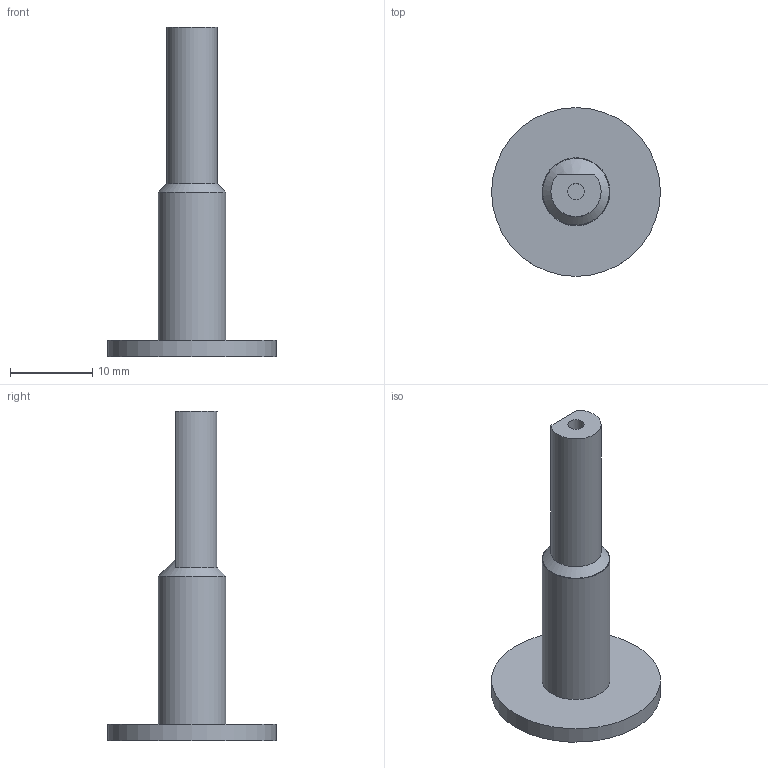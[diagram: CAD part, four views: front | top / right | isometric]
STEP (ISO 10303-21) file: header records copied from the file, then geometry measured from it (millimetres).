
FILE_DESCRIPTION(/* description */ ('STEP AP242','CAx-IF Rec.Pracs.---Representation and Presentation of Product Manufacturing Information (PMI)---4.0---2014-10-13','CAx-IF Rec.Pracs.---3D Tessellated Geometry---0.4---2014-09-14','2;1'),/* implementation_level */ '2;1');
FILE_NAME(/* name */ '66db2c1d20e3c37959b13a4d',/* time_stamp */ '2024-09-06T16:21:50Z',/* author */ (''),/* organization */ (''),/* preprocessor_version */ 'ST-DEVELOPER v20',/* originating_system */ ' ',/* authorisation */ ' ');
FILE_SCHEMA (('AP242_MANAGED_MODEL_BASED_3D_ENGINEERING_MIM_LF { 1 0 10303 442 1 1 4 }'));
Length unit declared in the file: metre
Products named in the file (1): Part 1
Bounding box: 20.5 x 20.5 x 40 mm (x, y, z)
Volume: 1891.2 mm3; surface area: 2143.2 mm2
Topology: 1 solids, 1 shells, 20 faces, 33 edges, 22 vertices
Faces by surface type: plane 11, cylinder 8, cone 1
Full cylindrical faces by diameter (mm): 2 x5, 8.25 x1, 20.5 x1
Entity records: 450 total; most frequent: DIRECTION 82, CARTESIAN_POINT 72, ORIENTED_EDGE 48, AXIS2_PLACEMENT_3D 39, EDGE_LOOP 35, FACE_BOUND 35, EDGE_CURVE 24, VERTEX_POINT 21
